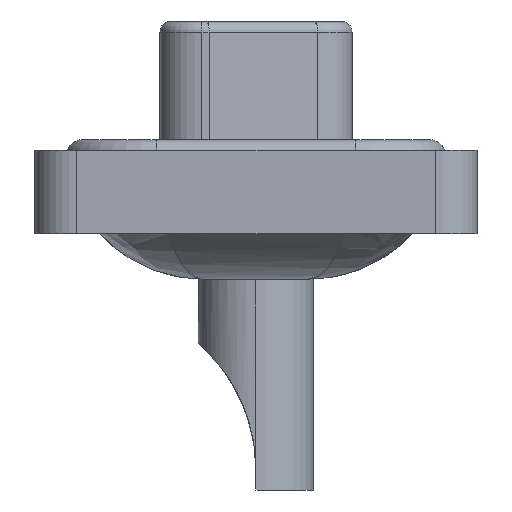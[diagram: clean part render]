
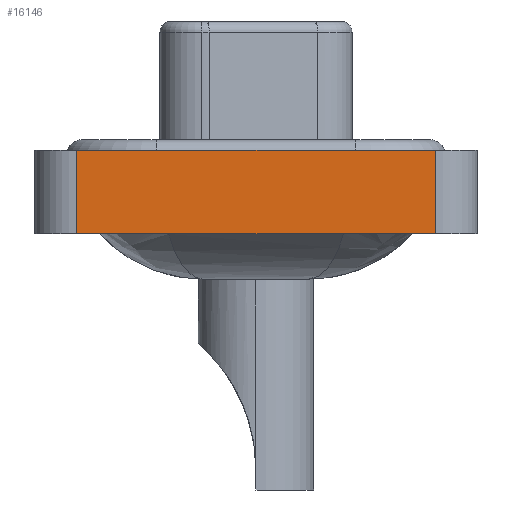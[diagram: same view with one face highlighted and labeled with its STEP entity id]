
A CAD part, left-side view. The second image highlights one B-rep face of the part: STEP entity #16146.
In plain terms, the highlighted planar face has unit normal (-1, 0, 0).
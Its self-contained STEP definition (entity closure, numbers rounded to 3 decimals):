
#271 = EDGE_CURVE ( 'NONE', #15989, #13957, #5053, .T. ) ;
#901 = CARTESIAN_POINT ( 'NONE',  ( -7.35, -8.55, -3.6 ) ) ;
#976 = AXIS2_PLACEMENT_3D ( 'NONE', #15393, #2696, #8371 ) ;
#1197 = EDGE_CURVE ( 'NONE', #15989, #4202, #2753, .T. ) ;
#2696 = DIRECTION ( 'NONE',  ( -1., 0., 0. ) ) ;
#2717 = VECTOR ( 'NONE', #10385, 1000. ) ;
#2753 = LINE ( 'NONE', #15635, #7103 ) ;
#4202 = VERTEX_POINT ( 'NONE', #13307 ) ;
#4715 = CARTESIAN_POINT ( 'NONE',  ( -7.35, -8.55, 0.4 ) ) ;
#5053 = LINE ( 'NONE', #7567, #7956 ) ;
#5338 = CARTESIAN_POINT ( 'NONE',  ( -7.35, -8.55, -3.6 ) ) ;
#5491 = ORIENTED_EDGE ( 'NONE', *, *, #271, .T. ) ;
#5498 = PLANE ( 'NONE',  #976 ) ;
#6497 = LINE ( 'NONE', #901, #12934 ) ;
#7103 = VECTOR ( 'NONE', #10094, 1000. ) ;
#7567 = CARTESIAN_POINT ( 'NONE',  ( -7.35, -8.55, -3.6 ) ) ;
#7956 = VECTOR ( 'NONE', #13207, 1000. ) ;
#8009 = EDGE_CURVE ( 'NONE', #4202, #16450, #11861, .T. ) ;
#8352 = CARTESIAN_POINT ( 'NONE',  ( -7.35, -8.55, 0.4 ) ) ;
#8371 = DIRECTION ( 'NONE',  ( 0., 0., 1. ) ) ;
#10041 = CARTESIAN_POINT ( 'NONE',  ( -7.35, 8.55, -3.6 ) ) ;
#10094 = DIRECTION ( 'NONE',  ( 0., 0., 1. ) ) ;
#10385 = DIRECTION ( 'NONE',  ( 0., -1., 0. ) ) ;
#10924 = ORIENTED_EDGE ( 'NONE', *, *, #1197, .F. ) ;
#11861 = LINE ( 'NONE', #4715, #2717 ) ;
#12166 = EDGE_CURVE ( 'NONE', #13957, #16450, #6497, .T. ) ;
#12539 = FACE_OUTER_BOUND ( 'NONE', #14469, .T. ) ;
#12934 = VECTOR ( 'NONE', #14808, 1000. ) ;
#13207 = DIRECTION ( 'NONE',  ( 0., -1., 0. ) ) ;
#13307 = CARTESIAN_POINT ( 'NONE',  ( -7.35, 8.55, 0.4 ) ) ;
#13957 = VERTEX_POINT ( 'NONE', #5338 ) ;
#14469 = EDGE_LOOP ( 'NONE', ( #16142, #15819, #10924, #5491 ) ) ;
#14808 = DIRECTION ( 'NONE',  ( 0., 0., 1. ) ) ;
#15393 = CARTESIAN_POINT ( 'NONE',  ( -7.35, -8.55, -3.6 ) ) ;
#15635 = CARTESIAN_POINT ( 'NONE',  ( -7.35, 8.55, -3.6 ) ) ;
#15819 = ORIENTED_EDGE ( 'NONE', *, *, #8009, .F. ) ;
#15989 = VERTEX_POINT ( 'NONE', #10041 ) ;
#16142 = ORIENTED_EDGE ( 'NONE', *, *, #12166, .T. ) ;
#16146 = ADVANCED_FACE ( 'NONE', ( #12539 ), #5498, .T. ) ;
#16450 = VERTEX_POINT ( 'NONE', #8352 ) ;
